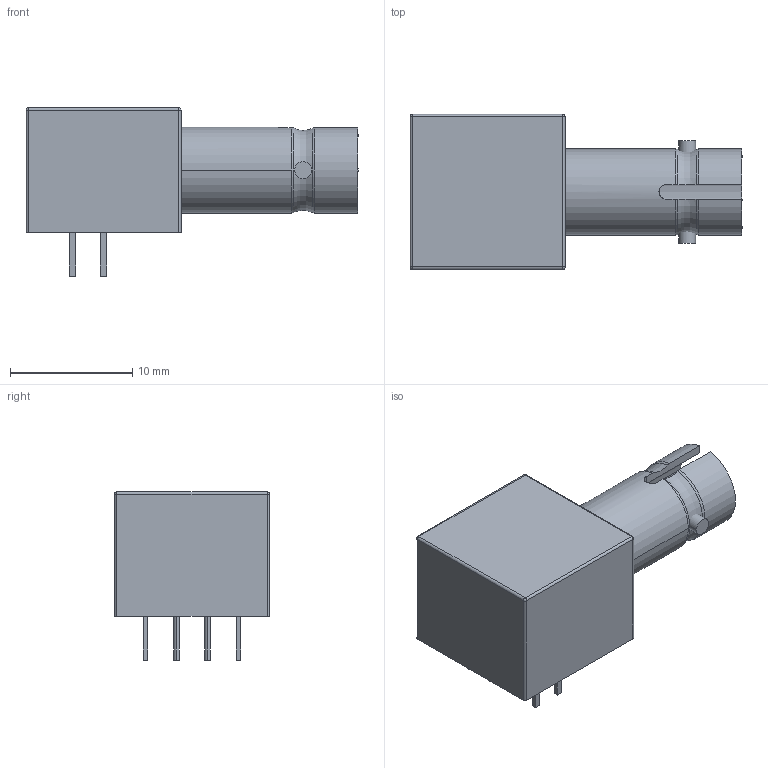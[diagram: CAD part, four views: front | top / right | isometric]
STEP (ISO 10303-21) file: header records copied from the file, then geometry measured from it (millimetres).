
FILE_DESCRIPTION((''),'2;1');
FILE_NAME('HFBR-x41xTMZ.stp','2014-11-24T16:36:43',(''),(''),'Mechanical Desktop 2011','Mechanical Desktop 2011',', , ');
FILE_SCHEMA(('AUTOMOTIVE_DESIGN { 1 2 10303 214 1 1 1 1 }'));
Length unit declared in the file: millimetre
Products named in the file (1): Product
Bounding box: 27.2 x 12.7 x 13.8 mm (x, y, z)
Volume: 1845.4 mm3; surface area: 1798.4 mm2
Topology: 13 solids, 13 shells, 86 faces, 175 edges, 111 vertices
Faces by surface type: plane 47, cylinder 32, sphere 4, torus 3
Entity records: 2401 total; most frequent: CARTESIAN_POINT 528, DIRECTION 388, ORIENTED_EDGE 342, EDGE_CURVE 171, AXIS2_PLACEMENT_3D 145, VERTEX_POINT 111, VECTOR 98, LINE 98
